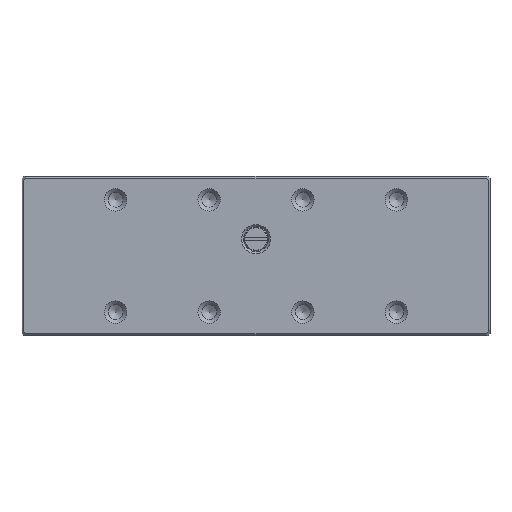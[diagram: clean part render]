
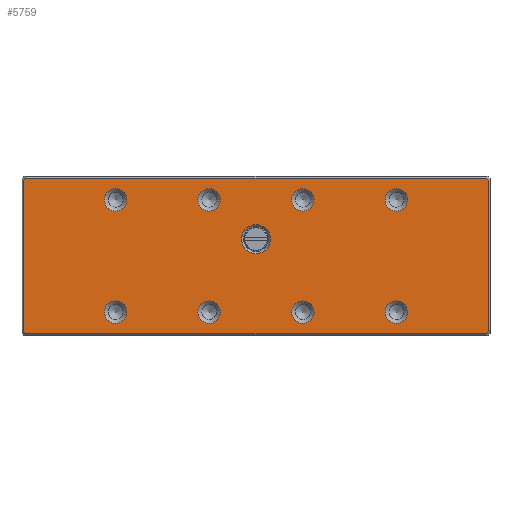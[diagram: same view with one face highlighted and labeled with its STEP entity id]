
A CAD part, top view. The second image highlights one B-rep face of the part: STEP entity #5759.
In plain terms, the highlighted planar face has unit normal (0, 0, 1).
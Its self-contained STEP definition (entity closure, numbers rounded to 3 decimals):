
#5578=CIRCLE('',#31109,1.55);
#5579=CIRCLE('',#31110,1.2);
#5580=CIRCLE('',#31111,1.2);
#5581=CIRCLE('',#31112,1.2);
#5582=CIRCLE('',#31113,1.2);
#5583=CIRCLE('',#31114,1.2);
#5584=CIRCLE('',#31115,1.2);
#5585=CIRCLE('',#31116,1.2);
#5586=CIRCLE('',#31117,1.2);
#5759=ADVANCED_FACE('',(#8244,#8245,#8246,#8247,#8248,#8249,#8250,#8251,
#8252,#8253),#7142,.F.);
#7142=PLANE('',#31118);
#8244=FACE_BOUND('',#8541,.T.);
#8245=FACE_BOUND('',#8542,.T.);
#8246=FACE_BOUND('',#8543,.T.);
#8247=FACE_BOUND('',#8544,.T.);
#8248=FACE_BOUND('',#8545,.T.);
#8249=FACE_BOUND('',#8546,.T.);
#8250=FACE_BOUND('',#8547,.T.);
#8251=FACE_BOUND('',#8548,.T.);
#8252=FACE_BOUND('',#8549,.T.);
#8253=FACE_BOUND('',#8550,.T.);
#8541=EDGE_LOOP('',(#17527));
#8542=EDGE_LOOP('',(#17528));
#8543=EDGE_LOOP('',(#17529));
#8544=EDGE_LOOP('',(#17530));
#8545=EDGE_LOOP('',(#17531));
#8546=EDGE_LOOP('',(#17532));
#8547=EDGE_LOOP('',(#17533));
#8548=EDGE_LOOP('',(#17534));
#8549=EDGE_LOOP('',(#17535));
#8550=EDGE_LOOP('',(#17536,#17537,#17538,#17539,#17540,#17541,#17542,#17543));
#10634=LINE('',#40634,#13986);
#10635=LINE('',#40637,#13987);
#10636=LINE('',#40639,#13988);
#10637=LINE('',#40641,#13989);
#10638=LINE('',#40643,#13990);
#10639=LINE('',#40645,#13991);
#10640=LINE('',#40647,#13992);
#10641=LINE('',#40649,#13993);
#13986=VECTOR('',#33277,1.);
#13987=VECTOR('',#33278,1.);
#13988=VECTOR('',#33279,1.);
#13989=VECTOR('',#33280,1.);
#13990=VECTOR('',#33281,1.);
#13991=VECTOR('',#33282,1.);
#13992=VECTOR('',#33283,1.);
#13993=VECTOR('',#33284,1.);
#17527=ORIENTED_EDGE('',*,*,#27708,.T.);
#17528=ORIENTED_EDGE('',*,*,#27709,.T.);
#17529=ORIENTED_EDGE('',*,*,#27710,.T.);
#17530=ORIENTED_EDGE('',*,*,#27711,.T.);
#17531=ORIENTED_EDGE('',*,*,#27712,.T.);
#17532=ORIENTED_EDGE('',*,*,#27713,.T.);
#17533=ORIENTED_EDGE('',*,*,#27714,.T.);
#17534=ORIENTED_EDGE('',*,*,#27715,.T.);
#17535=ORIENTED_EDGE('',*,*,#27716,.T.);
#17536=ORIENTED_EDGE('',*,*,#27717,.T.);
#17537=ORIENTED_EDGE('',*,*,#27718,.T.);
#17538=ORIENTED_EDGE('',*,*,#27719,.T.);
#17539=ORIENTED_EDGE('',*,*,#27720,.T.);
#17540=ORIENTED_EDGE('',*,*,#27721,.T.);
#17541=ORIENTED_EDGE('',*,*,#27722,.T.);
#17542=ORIENTED_EDGE('',*,*,#27723,.T.);
#17543=ORIENTED_EDGE('',*,*,#27724,.T.);
#25123=VERTEX_POINT('',#40617);
#25124=VERTEX_POINT('',#40619);
#25125=VERTEX_POINT('',#40621);
#25126=VERTEX_POINT('',#40623);
#25127=VERTEX_POINT('',#40625);
#25128=VERTEX_POINT('',#40627);
#25129=VERTEX_POINT('',#40629);
#25130=VERTEX_POINT('',#40631);
#25131=VERTEX_POINT('',#40633);
#25132=VERTEX_POINT('',#40635);
#25133=VERTEX_POINT('',#40636);
#25134=VERTEX_POINT('',#40638);
#25135=VERTEX_POINT('',#40640);
#25136=VERTEX_POINT('',#40642);
#25137=VERTEX_POINT('',#40644);
#25138=VERTEX_POINT('',#40646);
#25139=VERTEX_POINT('',#40648);
#27708=EDGE_CURVE('',#25123,#25123,#5578,.T.);
#27709=EDGE_CURVE('',#25124,#25124,#5579,.T.);
#27710=EDGE_CURVE('',#25125,#25125,#5580,.T.);
#27711=EDGE_CURVE('',#25126,#25126,#5581,.T.);
#27712=EDGE_CURVE('',#25127,#25127,#5582,.T.);
#27713=EDGE_CURVE('',#25128,#25128,#5583,.T.);
#27714=EDGE_CURVE('',#25129,#25129,#5584,.T.);
#27715=EDGE_CURVE('',#25130,#25130,#5585,.T.);
#27716=EDGE_CURVE('',#25131,#25131,#5586,.T.);
#27717=EDGE_CURVE('',#25132,#25133,#10634,.T.);
#27718=EDGE_CURVE('',#25133,#25134,#10635,.T.);
#27719=EDGE_CURVE('',#25134,#25135,#10636,.T.);
#27720=EDGE_CURVE('',#25135,#25136,#10637,.T.);
#27721=EDGE_CURVE('',#25136,#25137,#10638,.T.);
#27722=EDGE_CURVE('',#25137,#25138,#10639,.T.);
#27723=EDGE_CURVE('',#25138,#25139,#10640,.T.);
#27724=EDGE_CURVE('',#25139,#25132,#10641,.T.);
#31109=AXIS2_PLACEMENT_3D('',#40616,#33259,#33260);
#31110=AXIS2_PLACEMENT_3D('',#40618,#33261,#33262);
#31111=AXIS2_PLACEMENT_3D('',#40620,#33263,#33264);
#31112=AXIS2_PLACEMENT_3D('',#40622,#33265,#33266);
#31113=AXIS2_PLACEMENT_3D('',#40624,#33267,#33268);
#31114=AXIS2_PLACEMENT_3D('',#40626,#33269,#33270);
#31115=AXIS2_PLACEMENT_3D('',#40628,#33271,#33272);
#31116=AXIS2_PLACEMENT_3D('',#40630,#33273,#33274);
#31117=AXIS2_PLACEMENT_3D('',#40632,#33275,#33276);
#31118=AXIS2_PLACEMENT_3D('',#40650,#33285,#33286);
#33259=DIRECTION('',(0.,0.,-1.));
#33260=DIRECTION('',(-1.,0.,0.));
#33261=DIRECTION('',(0.,0.,-1.));
#33262=DIRECTION('',(-1.,0.,0.));
#33263=DIRECTION('',(0.,0.,-1.));
#33264=DIRECTION('',(-1.,0.,0.));
#33265=DIRECTION('',(0.,0.,-1.));
#33266=DIRECTION('',(-1.,0.,0.));
#33267=DIRECTION('',(0.,0.,-1.));
#33268=DIRECTION('',(-1.,0.,0.));
#33269=DIRECTION('',(0.,0.,-1.));
#33270=DIRECTION('',(-1.,0.,0.));
#33271=DIRECTION('',(0.,0.,-1.));
#33272=DIRECTION('',(-1.,0.,0.));
#33273=DIRECTION('',(0.,0.,-1.));
#33274=DIRECTION('',(-1.,0.,0.));
#33275=DIRECTION('',(0.,0.,-1.));
#33276=DIRECTION('',(-1.,0.,0.));
#33277=DIRECTION('',(-0.577,-0.816,0.));
#33278=DIRECTION('',(0.,-1.,0.));
#33279=DIRECTION('',(0.577,-0.816,0.));
#33280=DIRECTION('',(1.,0.,0.));
#33281=DIRECTION('',(0.577,0.816,0.));
#33282=DIRECTION('',(0.,1.,0.));
#33283=DIRECTION('',(-0.577,0.816,0.));
#33284=DIRECTION('',(-1.,0.,0.));
#33285=DIRECTION('',(0.,0.,-1.));
#33286=DIRECTION('',(1.,0.,0.));
#40616=CARTESIAN_POINT('',(0.,1.8,8.));
#40617=CARTESIAN_POINT('',(-1.55,1.8,8.));
#40618=CARTESIAN_POINT('',(15.,6.,8.));
#40619=CARTESIAN_POINT('',(13.8,6.,8.));
#40620=CARTESIAN_POINT('',(5.,6.,8.));
#40621=CARTESIAN_POINT('',(3.8,6.,8.));
#40622=CARTESIAN_POINT('',(-5.,6.,8.));
#40623=CARTESIAN_POINT('',(-6.2,6.,8.));
#40624=CARTESIAN_POINT('',(15.,-6.,8.));
#40625=CARTESIAN_POINT('',(13.8,-6.,8.));
#40626=CARTESIAN_POINT('',(5.,-6.,8.));
#40627=CARTESIAN_POINT('',(3.8,-6.,8.));
#40628=CARTESIAN_POINT('',(-5.,-6.,8.));
#40629=CARTESIAN_POINT('',(-6.2,-6.,8.));
#40630=CARTESIAN_POINT('',(-15.,6.,8.));
#40631=CARTESIAN_POINT('',(-16.2,6.,8.));
#40632=CARTESIAN_POINT('',(-15.,-6.,8.));
#40633=CARTESIAN_POINT('',(-16.2,-6.,8.));
#40634=CARTESIAN_POINT('',(-24.937,7.823,8.));
#40635=CARTESIAN_POINT('',(-24.6,8.3,8.));
#40636=CARTESIAN_POINT('',(-24.8,8.017,8.));
#40637=CARTESIAN_POINT('',(-24.8,8.5,8.));
#40638=CARTESIAN_POINT('',(-24.8,-8.017,8.));
#40639=CARTESIAN_POINT('',(-24.937,-7.823,8.));
#40640=CARTESIAN_POINT('',(-24.6,-8.3,8.));
#40641=CARTESIAN_POINT('',(25.,-8.3,8.));
#40642=CARTESIAN_POINT('',(24.6,-8.3,8.));
#40643=CARTESIAN_POINT('',(24.937,-7.823,8.));
#40644=CARTESIAN_POINT('',(24.8,-8.017,8.));
#40645=CARTESIAN_POINT('',(24.8,7.734,8.));
#40646=CARTESIAN_POINT('',(24.8,8.017,8.));
#40647=CARTESIAN_POINT('',(24.937,7.823,8.));
#40648=CARTESIAN_POINT('',(24.6,8.3,8.));
#40649=CARTESIAN_POINT('',(25.,8.3,8.));
#40650=CARTESIAN_POINT('',(25.,8.5,8.));
